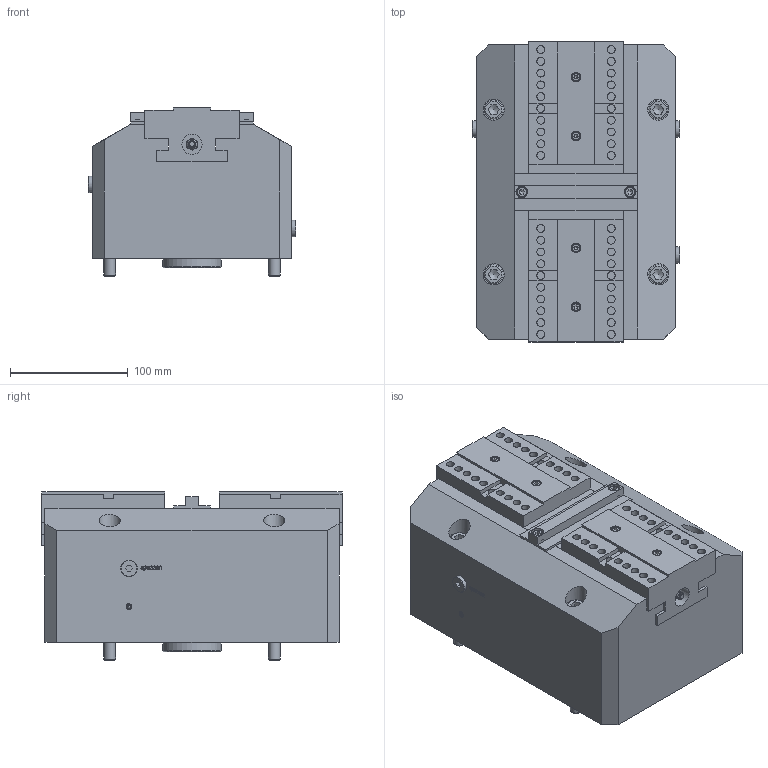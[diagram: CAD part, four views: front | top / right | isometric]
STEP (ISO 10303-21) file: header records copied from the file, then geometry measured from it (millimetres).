
FILE_DESCRIPTION(/* description */ ('Pneum. Zentrierspanner mit Doppelkolben BSP 250D KV'),/* implementation_level */ '2;1');
FILE_NAME(/* name */ '152-0250-003-Kunde (verstellbar).stp',/* time_stamp */ '2023-01-20T09:58:24+01:00',/* author */ ('Chiacchiera'),/* organization */ (''),/* preprocessor_version */ 'ST-DEVELOPER v19.2',/* originating_system */ 'Autodesk Inventor 2023',/* authorisation */ '');
FILE_SCHEMA (('AUTOMOTIVE_DESIGN { 1 0 10303 214 3 1 1 }'));
Length unit declared in the file: millimetre
Products named in the file (3): 152-0250-003-Kunde (verstellbar); 152-0250-003-Basis (verstellbar); 152-0250-003-Backe (verstellbar)
Assembly tree (3 placements, depth 2):
  152-0250-003-Kunde (verstellbar)
    152-0250-003-Basis (verstellbar)
    152-0250-003-Backe (verstellbar)  x2
Bounding box: 176 x 255 x 143 mm (x, y, z)
Volume: 4810435.6 mm3; surface area: 309341.7 mm2
Topology: 3 solids, 15 shells, 1603 faces, 4095 edges, 2696 vertices
Faces by surface type: plane 882, bspline 442, cylinder 166, cone 63, torus 39, sphere 11
Full cylindrical faces by diameter (mm): 3 x8, 5 x4, 6 x6, 6.647 x44, 7 x4, 8 x4, 8.5 x2, 10 x21, 11 x16, 12 x4, 14 x3, 16 x4, 17 x2, 18 x4, 50 x1
Entity records: 49355 total; most frequent: CARTESIAN_POINT 14528, ORIENTED_EDGE 7624, DIRECTION 5342, EDGE_CURVE 3812, VERTEX_POINT 2528, LINE 2330, VECTOR 2330, EDGE_LOOP 1684
